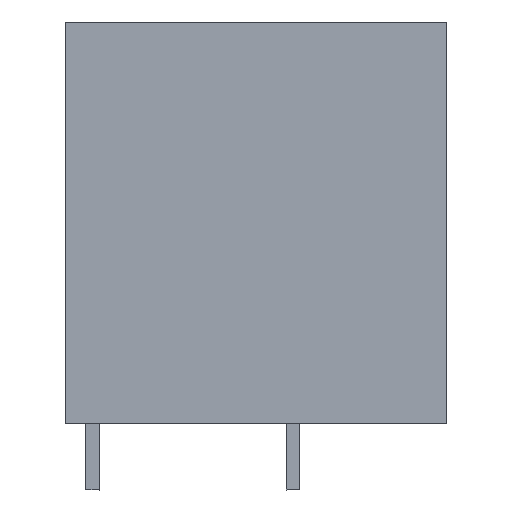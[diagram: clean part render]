
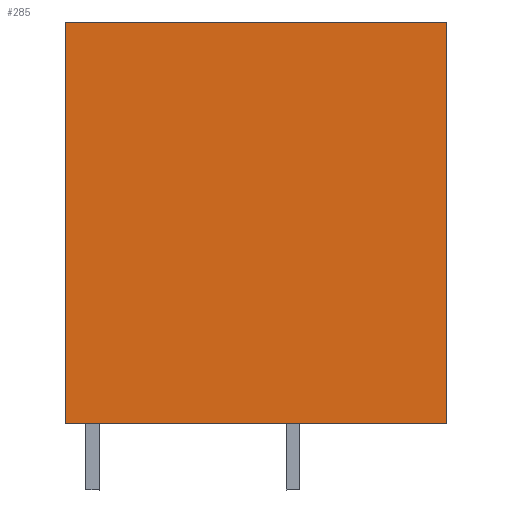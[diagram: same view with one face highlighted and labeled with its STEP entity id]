
A CAD part, left-side view. The second image highlights one B-rep face of the part: STEP entity #285.
In plain terms, the highlighted planar face has unit normal (-1, 0, 0).
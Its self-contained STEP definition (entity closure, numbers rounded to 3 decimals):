
#265=AXIS2_PLACEMENT_3D('Plane Axis2P3D',#262,#263,#264) ;
#49=CARTESIAN_POINT('Vertex',(0.,28.55,35.)) ;
#52=CARTESIAN_POINT('Line Origine',(0.,14.275,35.)) ;
#56=CARTESIAN_POINT('Vertex',(0.,0.,35.)) ;
#246=CARTESIAN_POINT('Vertex',(0.,28.55,5.)) ;
#249=CARTESIAN_POINT('Line Origine',(0.,28.55,20.)) ;
#262=CARTESIAN_POINT('Axis2P3D Location',(0.,28.55,35.)) ;
#267=CARTESIAN_POINT('Line Origine',(0.,14.275,5.)) ;
#271=CARTESIAN_POINT('Vertex',(0.,0.,5.)) ;
#274=CARTESIAN_POINT('Line Origine',(0.,0.,20.)) ;
#53=DIRECTION('Vector Direction',(0.,-1.,0.)) ;
#250=DIRECTION('Vector Direction',(0.,0.,-1.)) ;
#263=DIRECTION('Axis2P3D Direction',(-1.,0.,0.)) ;
#264=DIRECTION('Axis2P3D XDirection',(0.,0.,-1.)) ;
#268=DIRECTION('Vector Direction',(0.,-1.,0.)) ;
#275=DIRECTION('Vector Direction',(0.,0.,-1.)) ;
#54=VECTOR('Line Direction',#53,1.) ;
#251=VECTOR('Line Direction',#250,1.) ;
#269=VECTOR('Line Direction',#268,1.) ;
#276=VECTOR('Line Direction',#275,1.) ;
#280=ORIENTED_EDGE('',*,*,#58,.F.) ;
#281=ORIENTED_EDGE('',*,*,#253,.F.) ;
#282=ORIENTED_EDGE('',*,*,#273,.T.) ;
#283=ORIENTED_EDGE('',*,*,#278,.F.) ;
#285=ADVANCED_FACE('HOUSING',(#284),#266,.T.) ;
#58=EDGE_CURVE('',#50,#57,#55,.T.) ;
#253=EDGE_CURVE('',#247,#50,#252,.F.) ;
#273=EDGE_CURVE('',#247,#272,#270,.T.) ;
#278=EDGE_CURVE('',#57,#272,#277,.T.) ;
#279=EDGE_LOOP('',(#280,#281,#282,#283)) ;
#284=FACE_OUTER_BOUND('',#279,.T.) ;
#55=LINE('Line',#52,#54) ;
#252=LINE('Line',#249,#251) ;
#270=LINE('Line',#267,#269) ;
#277=LINE('Line',#274,#276) ;
#266=PLANE('',#265) ;
#50=VERTEX_POINT('',#49) ;
#57=VERTEX_POINT('',#56) ;
#247=VERTEX_POINT('',#246) ;
#272=VERTEX_POINT('',#271) ;
